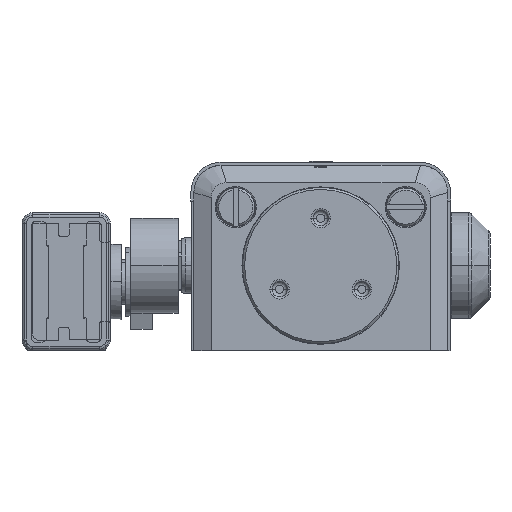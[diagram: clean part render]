
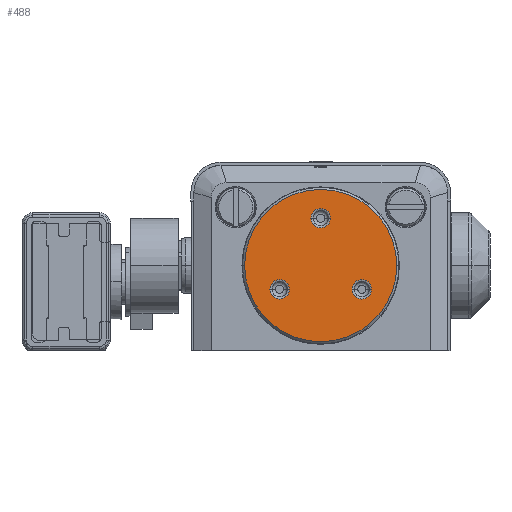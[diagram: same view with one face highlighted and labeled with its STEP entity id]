
A CAD part, left-side view. The second image highlights one B-rep face of the part: STEP entity #488.
In plain terms, the highlighted face is planar.
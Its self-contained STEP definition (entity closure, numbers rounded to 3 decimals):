
#488 = ADVANCED_FACE ( 'NONE', ( #55667, #71855, #60947, #48567 ), #54922, .T. ) ;
#2317 = VERTEX_POINT ( 'NONE', #52543 ) ;
#4787 = CARTESIAN_POINT ( 'NONE',  ( 2.25, 30.75, 116.5 ) ) ;
#6007 = AXIS2_PLACEMENT_3D ( 'NONE', #44010, #25997, #19611 ) ;
#8027 = CARTESIAN_POINT ( 'NONE',  ( 9.526, 14.25, 116.5 ) ) ;
#8915 = AXIS2_PLACEMENT_3D ( 'NONE', #59909, #37715, #30985 ) ;
#10925 = EDGE_LOOP ( 'NONE', ( #29268, #15561 ) ) ;
#11136 = CARTESIAN_POINT ( 'NONE',  ( -7.276, 14.25, 116.5 ) ) ;
#11184 = VERTEX_POINT ( 'NONE', #73397 ) ;
#13475 = CARTESIAN_POINT ( 'NONE',  ( -9.526, 14.25, 116.5 ) ) ;
#15561 = ORIENTED_EDGE ( 'NONE', *, *, #21522, .T. ) ;
#16107 = CIRCLE ( 'NONE', #8915, 2.25 ) ;
#16548 = EDGE_CURVE ( 'NONE', #32291, #35013, #28369, .T. ) ;
#17311 = VERTEX_POINT ( 'NONE', #69908 ) ;
#19210 = CARTESIAN_POINT ( 'NONE',  ( -11.776, 14.25, 116.5 ) ) ;
#19222 = CARTESIAN_POINT ( 'NONE',  ( 0., 19.75, 116.5 ) ) ;
#19611 = DIRECTION ( 'NONE',  ( 1., 0., 0. ) ) ;
#20338 = DIRECTION ( 'NONE',  ( 1., 0., 0. ) ) ;
#21522 = EDGE_CURVE ( 'NONE', #58679, #11184, #70698, .T. ) ;
#22506 = ORIENTED_EDGE ( 'NONE', *, *, #65466, .T. ) ;
#23920 = CARTESIAN_POINT ( 'NONE',  ( 11.776, 14.25, 116.5 ) ) ;
#24814 = EDGE_CURVE ( 'NONE', #11184, #58679, #43192, .T. ) ;
#25115 = ORIENTED_EDGE ( 'NONE', *, *, #71815, .T. ) ;
#25278 = CARTESIAN_POINT ( 'NONE',  ( 0., 19.75, 116.5 ) ) ;
#25997 = DIRECTION ( 'NONE',  ( 0., 0., 1. ) ) ;
#26046 = DIRECTION ( 'NONE',  ( 1., 0., 0. ) ) ;
#28369 = CIRCLE ( 'NONE', #47554, 2.25 ) ;
#29268 = ORIENTED_EDGE ( 'NONE', *, *, #24814, .T. ) ;
#29480 = EDGE_CURVE ( 'NONE', #17311, #33092, #58862, .T. ) ;
#30985 = DIRECTION ( 'NONE',  ( 1., 0., 0. ) ) ;
#32291 = VERTEX_POINT ( 'NONE', #11136 ) ;
#32395 = DIRECTION ( 'NONE',  ( 1., 0., 0. ) ) ;
#33092 = VERTEX_POINT ( 'NONE', #4787 ) ;
#33977 = CARTESIAN_POINT ( 'NONE',  ( 9.526, 14.25, 116.5 ) ) ;
#35013 = VERTEX_POINT ( 'NONE', #19210 ) ;
#36944 = VERTEX_POINT ( 'NONE', #23920 ) ;
#37155 = DIRECTION ( 'NONE',  ( 0., 0., -1. ) ) ;
#37715 = DIRECTION ( 'NONE',  ( 0., 0., -1. ) ) ;
#39131 = DIRECTION ( 'NONE',  ( 1., 0., 0. ) ) ;
#40563 = CIRCLE ( 'NONE', #41729, 2.25 ) ;
#41729 = AXIS2_PLACEMENT_3D ( 'NONE', #8027, #48599, #26046 ) ;
#43192 = CIRCLE ( 'NONE', #6007, 17.65 ) ;
#43384 = ORIENTED_EDGE ( 'NONE', *, *, #29480, .T. ) ;
#43596 = ORIENTED_EDGE ( 'NONE', *, *, #49078, .T. ) ;
#44010 = CARTESIAN_POINT ( 'NONE',  ( 0., 19.75, 116.5 ) ) ;
#44029 = ORIENTED_EDGE ( 'NONE', *, *, #57398, .T. ) ;
#46257 = DIRECTION ( 'NONE',  ( 0., 0., -1. ) ) ;
#46705 = DIRECTION ( 'NONE',  ( 1., 0., 0. ) ) ;
#47554 = AXIS2_PLACEMENT_3D ( 'NONE', #13475, #37155, #60096 ) ;
#48268 = EDGE_LOOP ( 'NONE', ( #25115, #43384 ) ) ;
#48468 = AXIS2_PLACEMENT_3D ( 'NONE', #33977, #62902, #68915 ) ;
#48547 = DIRECTION ( 'NONE',  ( 0., 0., 1. ) ) ;
#48567 = FACE_BOUND ( 'NONE', #48268, .T. ) ;
#48599 = DIRECTION ( 'NONE',  ( 0., 0., -1. ) ) ;
#49078 = EDGE_CURVE ( 'NONE', #2317, #36944, #40563, .T. ) ;
#50041 = CIRCLE ( 'NONE', #59673, 2.25 ) ;
#51592 = DIRECTION ( 'NONE',  ( 0., 0., -1. ) ) ;
#52543 = CARTESIAN_POINT ( 'NONE',  ( 7.276, 14.25, 116.5 ) ) ;
#54922 = PLANE ( 'NONE',  #70116 ) ;
#55667 = FACE_OUTER_BOUND ( 'NONE', #10925, .T. ) ;
#56849 = CARTESIAN_POINT ( 'NONE',  ( 0., 30.75, 116.5 ) ) ;
#57398 = EDGE_CURVE ( 'NONE', #35013, #32291, #16107, .T. ) ;
#57482 = AXIS2_PLACEMENT_3D ( 'NONE', #19222, #48547, #20338 ) ;
#58679 = VERTEX_POINT ( 'NONE', #68501 ) ;
#58862 = CIRCLE ( 'NONE', #72061, 2.25 ) ;
#59673 = AXIS2_PLACEMENT_3D ( 'NONE', #68806, #46257, #39131 ) ;
#59909 = CARTESIAN_POINT ( 'NONE',  ( -9.526, 14.25, 116.5 ) ) ;
#60096 = DIRECTION ( 'NONE',  ( 1., 0., 0. ) ) ;
#60947 = FACE_BOUND ( 'NONE', #68932, .T. ) ;
#62902 = DIRECTION ( 'NONE',  ( 0., 0., -1. ) ) ;
#65466 = EDGE_CURVE ( 'NONE', #36944, #2317, #71285, .T. ) ;
#68501 = CARTESIAN_POINT ( 'NONE',  ( 17.65, 19.75, 116.5 ) ) ;
#68806 = CARTESIAN_POINT ( 'NONE',  ( 0., 30.75, 116.5 ) ) ;
#68915 = DIRECTION ( 'NONE',  ( 1., 0., 0. ) ) ;
#68932 = EDGE_LOOP ( 'NONE', ( #73631, #44029 ) ) ;
#69908 = CARTESIAN_POINT ( 'NONE',  ( -2.25, 30.75, 116.5 ) ) ;
#70116 = AXIS2_PLACEMENT_3D ( 'NONE', #25278, #71490, #32395 ) ;
#70196 = EDGE_LOOP ( 'NONE', ( #22506, #43596 ) ) ;
#70698 = CIRCLE ( 'NONE', #57482, 17.65 ) ;
#71285 = CIRCLE ( 'NONE', #48468, 2.25 ) ;
#71490 = DIRECTION ( 'NONE',  ( 0., 0., 1. ) ) ;
#71815 = EDGE_CURVE ( 'NONE', #33092, #17311, #50041, .T. ) ;
#71855 = FACE_BOUND ( 'NONE', #70196, .T. ) ;
#72061 = AXIS2_PLACEMENT_3D ( 'NONE', #56849, #51592, #46705 ) ;
#73397 = CARTESIAN_POINT ( 'NONE',  ( -17.65, 19.75, 116.5 ) ) ;
#73631 = ORIENTED_EDGE ( 'NONE', *, *, #16548, .T. ) ;
